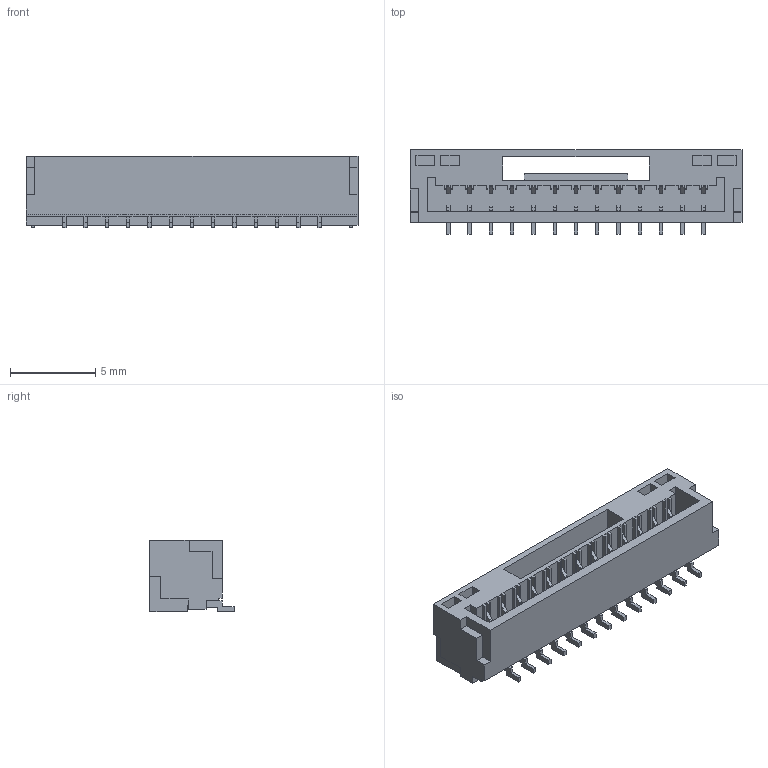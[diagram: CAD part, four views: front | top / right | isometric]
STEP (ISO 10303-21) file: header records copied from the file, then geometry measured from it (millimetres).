
FILE_DESCRIPTION(/* description */ ('model of JST_GH_BM13B-GHS-TBT_1x13-1MP_P1.25mm_Vertical'),/* implementation_level */ '2;1');
FILE_NAME(/* name */ 'JST_GH_BM13B-GHS-TBT_1x13-1MP_P1.25mm_Vertical.step',/* time_stamp */ '2018-12-04T17:25:03',/* author */ ('Frank Severinsen',''),/* organization */ (''),/* preprocessor_version */ '',/* originating_system */ '',/* authorisation */ '');
FILE_SCHEMA(('AUTOMOTIVE_DESIGN { 1 0 10303 214 1 1 1 1 }'));
Length unit declared in the file: millimetre
Products named in the file (1): JST_BM13B_GHS_TBT
Bounding box: 19.5 x 4.95 x 4.2 mm (x, y, z)
Volume: 207.2 mm3; surface area: 625.4 mm2
Topology: 1 solids, 1 shells, 482 faces, 1357 edges, 896 vertices
Faces by surface type: plane 482
Entity records: 9558 total; most frequent: ORIENTED_EDGE 2091, EDGE_CURVE 1357, LINE 1206, CARTESIAN_POINT 1149, VERTEX_POINT 896, FACE_BOUND 503, EDGE_LOOP 503, ADVANCED_FACE 482
